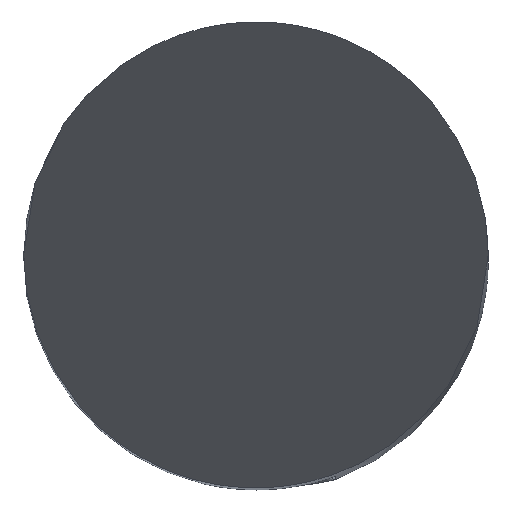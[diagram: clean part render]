
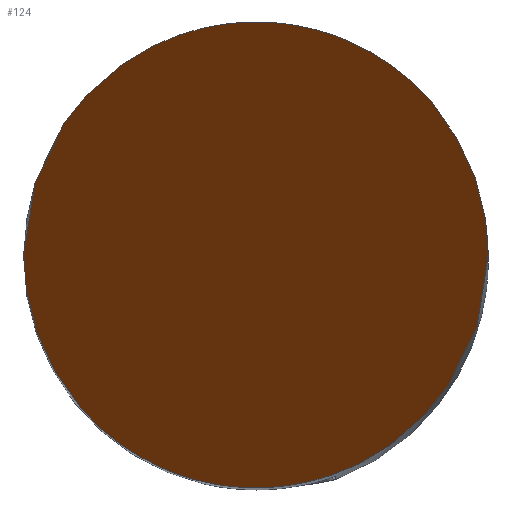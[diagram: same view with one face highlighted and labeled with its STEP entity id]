
A CAD part, top view. The second image highlights one B-rep face of the part: STEP entity #124.
In plain terms, the highlighted planar face has unit normal (0, -0.866, 0.5).
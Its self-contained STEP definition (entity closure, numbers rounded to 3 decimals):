
#124=ADVANCED_FACE('',(#161),#148,.F.);
#148=PLANE('',#478);
#161=FACE_OUTER_BOUND('',#185,.T.);
#185=EDGE_LOOP('',(#209,#210));
#209=ORIENTED_EDGE('',*,*,#363,.F.);
#210=ORIENTED_EDGE('',*,*,#364,.F.);
#325=VERTEX_POINT('',#625);
#326=VERTEX_POINT('',#626);
#363=EDGE_CURVE('',#325,#326,#429,.T.);
#364=EDGE_CURVE('',#326,#325,#430,.T.);
#429=(
BOUNDED_CURVE()
B_SPLINE_CURVE(3,(#621,#622,#623,#624),.UNSPECIFIED.,.F.,.F.)
B_SPLINE_CURVE_WITH_KNOTS((4,4),(0.,1.),.UNSPECIFIED.)
CURVE()
GEOMETRIC_REPRESENTATION_ITEM()
RATIONAL_B_SPLINE_CURVE((1.,0.333,0.333,1.))
REPRESENTATION_ITEM('')
);
#430=(
BOUNDED_CURVE()
B_SPLINE_CURVE(3,(#627,#628,#629,#630),.UNSPECIFIED.,.F.,.F.)
B_SPLINE_CURVE_WITH_KNOTS((4,4),(0.,1.),.UNSPECIFIED.)
CURVE()
GEOMETRIC_REPRESENTATION_ITEM()
RATIONAL_B_SPLINE_CURVE((1.,0.333,0.333,1.))
REPRESENTATION_ITEM('')
);
#478=AXIS2_PLACEMENT_3D('',#631,#514,#515);
#514=DIRECTION('',(0.,0.866,-0.5));
#515=DIRECTION('',(0.,-0.5,-0.866));
#621=CARTESIAN_POINT('',(3.,0.,0.));
#622=CARTESIAN_POINT('',(3.,-6.,-10.392));
#623=CARTESIAN_POINT('',(-3.,-6.,-10.392));
#624=CARTESIAN_POINT('',(-3.,0.,0.));
#625=CARTESIAN_POINT('',(3.,0.,0.));
#626=CARTESIAN_POINT('',(-3.,0.,0.));
#627=CARTESIAN_POINT('',(-3.,0.,0.));
#628=CARTESIAN_POINT('',(-3.,6.,10.392));
#629=CARTESIAN_POINT('',(3.,6.,10.392));
#630=CARTESIAN_POINT('',(3.,0.,0.));
#631=CARTESIAN_POINT('',(3.,3.,5.196));
